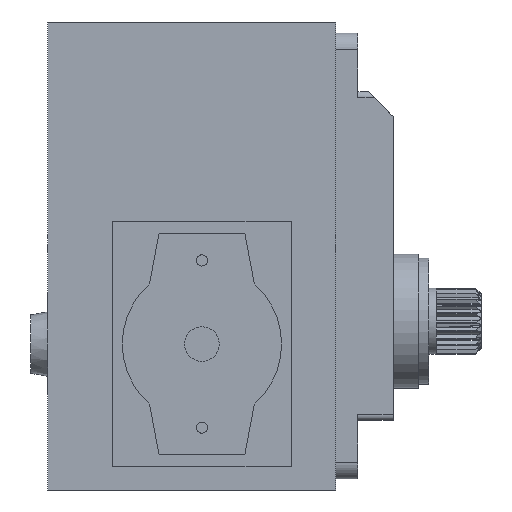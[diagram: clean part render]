
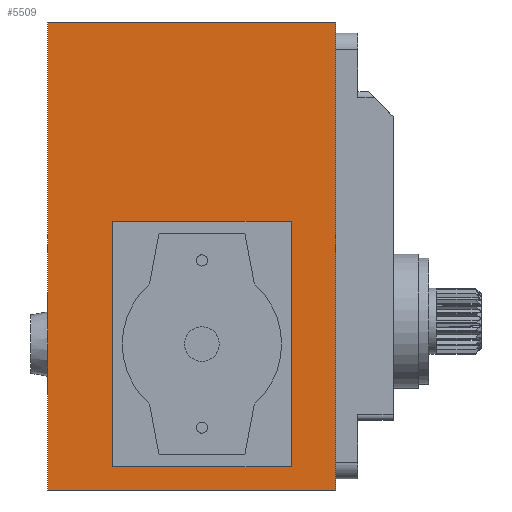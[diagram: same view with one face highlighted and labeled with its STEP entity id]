
A CAD part, front view. The second image highlights one B-rep face of the part: STEP entity #5509.
In plain terms, the highlighted planar face has unit normal (0, -1, 0).
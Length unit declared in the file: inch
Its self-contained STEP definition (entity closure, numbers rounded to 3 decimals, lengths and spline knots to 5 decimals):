
#5=DIRECTION('',(0.,0.,-1.));
#6=VECTOR('',#5,1.65354);
#7=CARTESIAN_POINT('',(-0.76024,-0.3937,1.05709));
#8=LINE('',#7,#6);
#31=DIRECTION('',(-1.,0.,0.));
#32=VECTOR('',#31,1.01772);
#33=CARTESIAN_POINT('',(0.25748,-0.3937,1.05709));
#34=LINE('',#33,#32);
#571=DIRECTION('',(0.,0.,-1.));
#572=VECTOR('',#571,1.65354);
#573=CARTESIAN_POINT('',(0.25748,-0.3937,
1.05709));
#574=LINE('',#573,#572);
#575=DIRECTION('',(-1.,0.,0.));
#576=VECTOR('',#575,1.01772);
#577=CARTESIAN_POINT('',(0.25748,-0.3937,
-0.59646));
#578=LINE('',#577,#576);
#579=DIRECTION('',(1.,0.,0.));
#580=VECTOR('',#579,0.62992);
#581=CARTESIAN_POINT('',(-0.52992,-0.3937,
-0.51378));
#582=LINE('',#581,#580);
#583=DIRECTION('',(0.,0.,1.));
#584=VECTOR('',#583,0.86614);
#585=CARTESIAN_POINT('',(0.1,-0.3937,-0.51378));
#586=LINE('',#585,#584);
#587=DIRECTION('',(-1.,0.,0.));
#588=VECTOR('',#587,0.62992);
#589=CARTESIAN_POINT('',(0.1,-0.3937,0.35236));
#590=LINE('',#589,#588);
#591=DIRECTION('',(0.,0.,-1.));
#592=VECTOR('',#591,0.86614);
#593=CARTESIAN_POINT('',(-0.52992,-0.3937,
0.35236));
#594=LINE('',#593,#592);
#4122=CARTESIAN_POINT('',(-0.76024,-0.3937,
1.05709));
#4124=VERTEX_POINT('',#4122);
#4125=CARTESIAN_POINT('',(-0.76024,-0.3937,
-0.59646));
#4126=VERTEX_POINT('',#4125);
#4147=CARTESIAN_POINT('',(0.25748,-0.3937,
1.05709));
#4148=VERTEX_POINT('',#4147);
#4211=CARTESIAN_POINT('',(0.25748,-0.3937,
-0.59646));
#4212=VERTEX_POINT('',#4211);
#4367=CARTESIAN_POINT('',(-0.52992,-0.3937,
-0.51378));
#4368=CARTESIAN_POINT('',(0.1,-0.3937,-0.51378));
#4369=VERTEX_POINT('',#4367);
#4370=VERTEX_POINT('',#4368);
#4371=CARTESIAN_POINT('',(0.1,-0.3937,0.35236));
#4372=VERTEX_POINT('',#4371);
#4373=CARTESIAN_POINT('',(-0.52992,-0.3937,
0.35236));
#4374=VERTEX_POINT('',#4373);
#5488=CARTESIAN_POINT('',(-0.76024,-0.3937,
-0.59646));
#5489=DIRECTION('',(0.,1.,0.));
#5490=DIRECTION('',(0.,0.,1.));
#5491=AXIS2_PLACEMENT_3D('',#5488,#5489,#5490);
#5492=PLANE('',#5491);
#5493=ORIENTED_EDGE('',*,*,#4839,.F.);
#5494=ORIENTED_EDGE('',*,*,#4876,.F.);
#5495=ORIENTED_EDGE('',*,*,#4969,.T.);
#5497=ORIENTED_EDGE('',*,*,#5496,.T.);
#5498=EDGE_LOOP('',(#5493,#5494,#5495,#5497));
#5499=FACE_OUTER_BOUND('',#5498,.F.);
#5500=ORIENTED_EDGE('',*,*,#5478,.T.);
#5502=ORIENTED_EDGE('',*,*,#5501,.T.);
#5504=ORIENTED_EDGE('',*,*,#5503,.T.);
#5506=ORIENTED_EDGE('',*,*,#5505,.T.);
#5507=EDGE_LOOP('',(#5500,#5502,#5504,#5506));
#5508=FACE_BOUND('',#5507,.F.);
#5509=ADVANCED_FACE('',(#5499,#5508),#5492,.F.);
#4839=EDGE_CURVE('',#4124,#4126,#8,.T.);
#4876=EDGE_CURVE('',#4148,#4124,#34,.T.);
#4969=EDGE_CURVE('',#4148,#4212,#574,.T.);
#5478=EDGE_CURVE('',#4369,#4370,#582,.T.);
#5496=EDGE_CURVE('',#4212,#4126,#578,.T.);
#5501=EDGE_CURVE('',#4370,#4372,#586,.T.);
#5503=EDGE_CURVE('',#4372,#4374,#590,.T.);
#5505=EDGE_CURVE('',#4374,#4369,#594,.T.);
